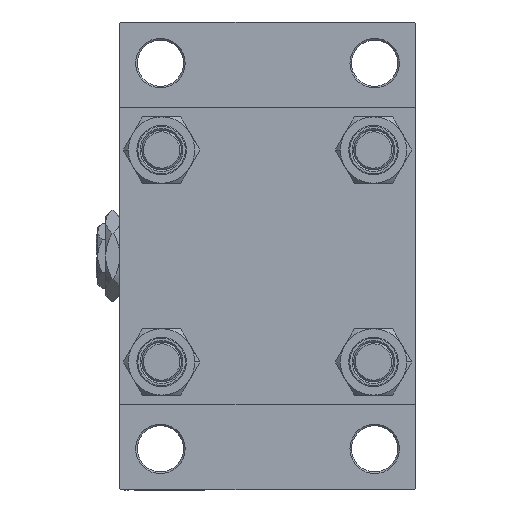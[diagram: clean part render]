
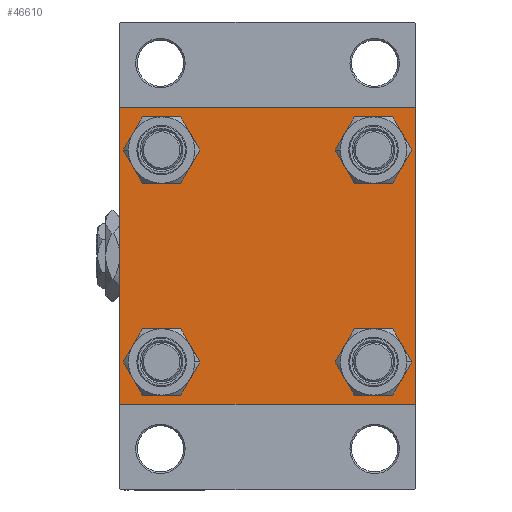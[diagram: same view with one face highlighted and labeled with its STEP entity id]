
A CAD part, left-side view. The second image highlights one B-rep face of the part: STEP entity #46610.
In plain terms, the highlighted planar face has unit normal (-1, 0, 0).
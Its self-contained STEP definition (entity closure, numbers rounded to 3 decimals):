
#198 = AXIS2_PLACEMENT_3D ( 'NONE', #46658, #16511, #20486 ) ;
#297 = EDGE_CURVE ( 'NONE', #2901, #38325, #32858, .T. ) ;
#905 = EDGE_CURVE ( 'NONE', #18453, #21658, #9728, .T. ) ;
#971 = VECTOR ( 'NONE', #24888, 1000. ) ;
#1446 = VECTOR ( 'NONE', #28391, 1000. ) ;
#2446 = CARTESIAN_POINT ( 'NONE',  ( 0., 32.15, -32.15 ) ) ;
#2901 = VERTEX_POINT ( 'NONE', #18953 ) ;
#2909 = CARTESIAN_POINT ( 'NONE',  ( 0., -32.15, 25.65 ) ) ;
#2945 = PLANE ( 'NONE',  #34928 ) ;
#2947 = CIRCLE ( 'NONE', #37969, 6.5 ) ;
#3524 = CARTESIAN_POINT ( 'NONE',  ( 0., -45., -44.5 ) ) ;
#3668 = EDGE_CURVE ( 'NONE', #38758, #34338, #33423, .T. ) ;
#4173 = CIRCLE ( 'NONE', #198, 6.5 ) ;
#4319 = ORIENTED_EDGE ( 'NONE', *, *, #905, .T. ) ;
#4808 = CARTESIAN_POINT ( 'NONE',  ( 0., 32.15, 38.65 ) ) ;
#4844 = DIRECTION ( 'NONE',  ( 0., -1., 0. ) ) ;
#5262 = DIRECTION ( 'NONE',  ( 1., 0., 0. ) ) ;
#5732 = EDGE_LOOP ( 'NONE', ( #16513, #32738 ) ) ;
#6680 = CARTESIAN_POINT ( 'NONE',  ( 0., -32.15, 32.15 ) ) ;
#7172 = DIRECTION ( 'NONE',  ( -1., 0., 0. ) ) ;
#7204 = ORIENTED_EDGE ( 'NONE', *, *, #3668, .T. ) ;
#7627 = DIRECTION ( 'NONE',  ( 0., 0., 1. ) ) ;
#7979 = VERTEX_POINT ( 'NONE', #31359 ) ;
#8513 = DIRECTION ( 'NONE',  ( 1., 0., 0. ) ) ;
#8532 = AXIS2_PLACEMENT_3D ( 'NONE', #17004, #5262, #35188 ) ;
#8945 = VECTOR ( 'NONE', #4844, 1000. ) ;
#8972 = EDGE_CURVE ( 'NONE', #34042, #7979, #18030, .T. ) ;
#9442 = FACE_BOUND ( 'NONE', #36187, .T. ) ;
#9728 = CIRCLE ( 'NONE', #37599, 6.5 ) ;
#10429 = EDGE_CURVE ( 'NONE', #25743, #40299, #49060, .T. ) ;
#10464 = CARTESIAN_POINT ( 'NONE',  ( 0., -44.5, -45. ) ) ;
#10657 = ORIENTED_EDGE ( 'NONE', *, *, #297, .F. ) ;
#10849 = AXIS2_PLACEMENT_3D ( 'NONE', #2446, #32609, #17172 ) ;
#10980 = EDGE_CURVE ( 'NONE', #21658, #18453, #2947, .T. ) ;
#11430 = ORIENTED_EDGE ( 'NONE', *, *, #35474, .T. ) ;
#11487 = EDGE_CURVE ( 'NONE', #45280, #18765, #40356, .T. ) ;
#11718 = EDGE_LOOP ( 'NONE', ( #46690, #22577 ) ) ;
#11834 = DIRECTION ( 'NONE',  ( 0., 0., 1. ) ) ;
#12559 = VERTEX_POINT ( 'NONE', #20505 ) ;
#13064 = CARTESIAN_POINT ( 'NONE',  ( 0., -44.75, 44.75 ) ) ;
#13198 = LINE ( 'NONE', #23925, #1446 ) ;
#13439 = FACE_BOUND ( 'NONE', #31695, .T. ) ;
#15567 = VECTOR ( 'NONE', #24621, 1000. ) ;
#15733 = EDGE_CURVE ( 'NONE', #18765, #45280, #18123, .T. ) ;
#16088 = CARTESIAN_POINT ( 'NONE',  ( 0., 45., -45. ) ) ;
#16493 = CARTESIAN_POINT ( 'NONE',  ( 0., 32.15, 25.65 ) ) ;
#16511 = DIRECTION ( 'NONE',  ( 1., 0., 0. ) ) ;
#16513 = ORIENTED_EDGE ( 'NONE', *, *, #32242, .T. ) ;
#17004 = CARTESIAN_POINT ( 'NONE',  ( 0., 32.15, 32.15 ) ) ;
#17172 = DIRECTION ( 'NONE',  ( 0., 0., 1. ) ) ;
#17686 = DIRECTION ( 'NONE',  ( 1., 0., 0. ) ) ;
#17818 = CARTESIAN_POINT ( 'NONE',  ( 0., -44.5, 45. ) ) ;
#17854 = DIRECTION ( 'NONE',  ( 1., 0., 0. ) ) ;
#18030 = CIRCLE ( 'NONE', #10849, 6.5 ) ;
#18123 = CIRCLE ( 'NONE', #34005, 6.5 ) ;
#18240 = ORIENTED_EDGE ( 'NONE', *, *, #15733, .T. ) ;
#18453 = VERTEX_POINT ( 'NONE', #2909 ) ;
#18765 = VERTEX_POINT ( 'NONE', #4808 ) ;
#18953 = CARTESIAN_POINT ( 'NONE',  ( 0., -45., 44.5 ) ) ;
#19821 = EDGE_CURVE ( 'NONE', #38577, #38325, #28918, .T. ) ;
#20303 = DIRECTION ( 'NONE',  ( 1., 0., 0. ) ) ;
#20486 = DIRECTION ( 'NONE',  ( 0., 0., 1. ) ) ;
#20505 = CARTESIAN_POINT ( 'NONE',  ( 0., 44.5, -45. ) ) ;
#20638 = CARTESIAN_POINT ( 'NONE',  ( 0., 44.75, 44.75 ) ) ;
#21155 = CIRCLE ( 'NONE', #25910, 6.5 ) ;
#21658 = VERTEX_POINT ( 'NONE', #45849 ) ;
#22405 = CARTESIAN_POINT ( 'NONE',  ( 0., 45., -44.5 ) ) ;
#22556 = DIRECTION ( 'NONE',  ( 0., 0., 1. ) ) ;
#22577 = ORIENTED_EDGE ( 'NONE', *, *, #35622, .T. ) ;
#23404 = EDGE_CURVE ( 'NONE', #2901, #24346, #35497, .T. ) ;
#23550 = LINE ( 'NONE', #16088, #8945 ) ;
#23861 = ORIENTED_EDGE ( 'NONE', *, *, #23404, .T. ) ;
#23925 = CARTESIAN_POINT ( 'NONE',  ( 0., 44.75, -44.75 ) ) ;
#24346 = VERTEX_POINT ( 'NONE', #17818 ) ;
#24428 = CARTESIAN_POINT ( 'NONE',  ( 0., 44.5, 45. ) ) ;
#24621 = DIRECTION ( 'NONE',  ( 0., 0.707, -0.707 ) ) ;
#24657 = FACE_BOUND ( 'NONE', #5732, .T. ) ;
#24888 = DIRECTION ( 'NONE',  ( 0., 0., -1. ) ) ;
#25057 = EDGE_CURVE ( 'NONE', #28959, #24346, #38346, .T. ) ;
#25743 = VERTEX_POINT ( 'NONE', #34601 ) ;
#25910 = AXIS2_PLACEMENT_3D ( 'NONE', #26330, #41787, #7627 ) ;
#26180 = CARTESIAN_POINT ( 'NONE',  ( 0., 45., 45. ) ) ;
#26330 = CARTESIAN_POINT ( 'NONE',  ( 0., 32.15, -32.15 ) ) ;
#27938 = DIRECTION ( 'NONE',  ( 0., 0., 1. ) ) ;
#28391 = DIRECTION ( 'NONE',  ( 0., -0.707, -0.707 ) ) ;
#28420 = DIRECTION ( 'NONE',  ( 0., -0.707, 0.707 ) ) ;
#28675 = CARTESIAN_POINT ( 'NONE',  ( 0., -44.75, -44.75 ) ) ;
#28918 = LINE ( 'NONE', #28675, #32549 ) ;
#28959 = VERTEX_POINT ( 'NONE', #24428 ) ;
#29859 = CARTESIAN_POINT ( 'NONE',  ( 0., 0., 0. ) ) ;
#29871 = CARTESIAN_POINT ( 'NONE',  ( 0., 45., 45. ) ) ;
#31359 = CARTESIAN_POINT ( 'NONE',  ( 0., 32.15, -38.65 ) ) ;
#31695 = EDGE_LOOP ( 'NONE', ( #18240, #37389 ) ) ;
#31827 = EDGE_CURVE ( 'NONE', #12559, #38577, #23550, .T. ) ;
#32242 = EDGE_CURVE ( 'NONE', #40299, #25743, #4173, .T. ) ;
#32397 = ORIENTED_EDGE ( 'NONE', *, *, #31827, .T. ) ;
#32549 = VECTOR ( 'NONE', #28420, 1000. ) ;
#32609 = DIRECTION ( 'NONE',  ( 1., 0., 0. ) ) ;
#32738 = ORIENTED_EDGE ( 'NONE', *, *, #10429, .T. ) ;
#32858 = LINE ( 'NONE', #48296, #971 ) ;
#33363 = DIRECTION ( 'NONE',  ( 0., 0., 1. ) ) ;
#33423 = LINE ( 'NONE', #26180, #45560 ) ;
#34005 = AXIS2_PLACEMENT_3D ( 'NONE', #39005, #20303, #11834 ) ;
#34042 = VERTEX_POINT ( 'NONE', #37426 ) ;
#34338 = VERTEX_POINT ( 'NONE', #22405 ) ;
#34601 = CARTESIAN_POINT ( 'NONE',  ( 0., -32.15, -38.65 ) ) ;
#34928 = AXIS2_PLACEMENT_3D ( 'NONE', #29859, #7172, #33363 ) ;
#35188 = DIRECTION ( 'NONE',  ( 0., 0., 1. ) ) ;
#35474 = EDGE_CURVE ( 'NONE', #28959, #38758, #43558, .T. ) ;
#35497 = LINE ( 'NONE', #13064, #36648 ) ;
#35622 = EDGE_CURVE ( 'NONE', #7979, #34042, #21155, .T. ) ;
#36187 = EDGE_LOOP ( 'NONE', ( #45647, #4319 ) ) ;
#36648 = VECTOR ( 'NONE', #47211, 1000. ) ;
#37104 = DIRECTION ( 'NONE',  ( 0., 0., 1. ) ) ;
#37389 = ORIENTED_EDGE ( 'NONE', *, *, #11487, .T. ) ;
#37426 = CARTESIAN_POINT ( 'NONE',  ( 0., 32.15, -25.65 ) ) ;
#37520 = CARTESIAN_POINT ( 'NONE',  ( 0., -32.15, 32.15 ) ) ;
#37599 = AXIS2_PLACEMENT_3D ( 'NONE', #37520, #17854, #22556 ) ;
#37969 = AXIS2_PLACEMENT_3D ( 'NONE', #6680, #17686, #37104 ) ;
#38325 = VERTEX_POINT ( 'NONE', #3524 ) ;
#38346 = LINE ( 'NONE', #29871, #48631 ) ;
#38577 = VERTEX_POINT ( 'NONE', #10464 ) ;
#38707 = ORIENTED_EDGE ( 'NONE', *, *, #25057, .F. ) ;
#38758 = VERTEX_POINT ( 'NONE', #44979 ) ;
#39005 = CARTESIAN_POINT ( 'NONE',  ( 0., 32.15, 32.15 ) ) ;
#40147 = CARTESIAN_POINT ( 'NONE',  ( 0., -32.15, -25.65 ) ) ;
#40299 = VERTEX_POINT ( 'NONE', #40147 ) ;
#40356 = CIRCLE ( 'NONE', #8532, 6.5 ) ;
#41787 = DIRECTION ( 'NONE',  ( 1., 0., 0. ) ) ;
#42694 = AXIS2_PLACEMENT_3D ( 'NONE', #43647, #8513, #27938 ) ;
#43558 = LINE ( 'NONE', #20638, #15567 ) ;
#43647 = CARTESIAN_POINT ( 'NONE',  ( 0., -32.15, -32.15 ) ) ;
#43844 = FACE_OUTER_BOUND ( 'NONE', #46189, .T. ) ;
#44581 = EDGE_CURVE ( 'NONE', #34338, #12559, #13198, .T. ) ;
#44920 = ORIENTED_EDGE ( 'NONE', *, *, #44581, .T. ) ;
#44979 = CARTESIAN_POINT ( 'NONE',  ( 0., 45., 44.5 ) ) ;
#45079 = DIRECTION ( 'NONE',  ( 0., -1., 0. ) ) ;
#45280 = VERTEX_POINT ( 'NONE', #16493 ) ;
#45560 = VECTOR ( 'NONE', #48375, 1000. ) ;
#45647 = ORIENTED_EDGE ( 'NONE', *, *, #10980, .T. ) ;
#45849 = CARTESIAN_POINT ( 'NONE',  ( 0., -32.15, 38.65 ) ) ;
#46189 = EDGE_LOOP ( 'NONE', ( #7204, #44920, #32397, #48418, #10657, #23861, #38707, #11430 ) ) ;
#46610 = ADVANCED_FACE ( 'NONE', ( #9442, #24657, #47585, #13439, #43844 ), #2945, .T. ) ;
#46658 = CARTESIAN_POINT ( 'NONE',  ( 0., -32.15, -32.15 ) ) ;
#46690 = ORIENTED_EDGE ( 'NONE', *, *, #8972, .T. ) ;
#47211 = DIRECTION ( 'NONE',  ( 0., 0.707, 0.707 ) ) ;
#47585 = FACE_BOUND ( 'NONE', #11718, .T. ) ;
#48296 = CARTESIAN_POINT ( 'NONE',  ( 0., -45., 45. ) ) ;
#48375 = DIRECTION ( 'NONE',  ( 0., 0., -1. ) ) ;
#48418 = ORIENTED_EDGE ( 'NONE', *, *, #19821, .T. ) ;
#48631 = VECTOR ( 'NONE', #45079, 1000. ) ;
#49060 = CIRCLE ( 'NONE', #42694, 6.5 ) ;
